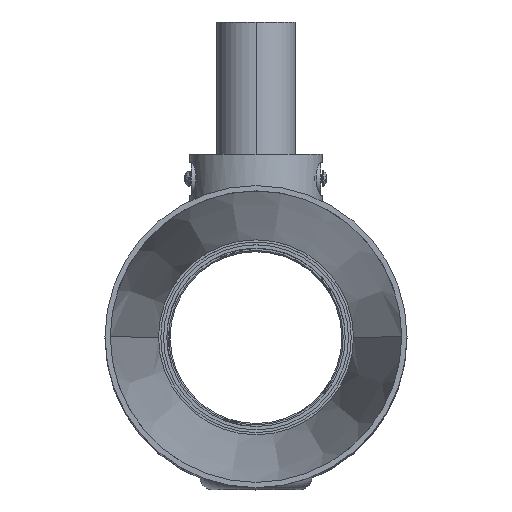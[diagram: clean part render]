
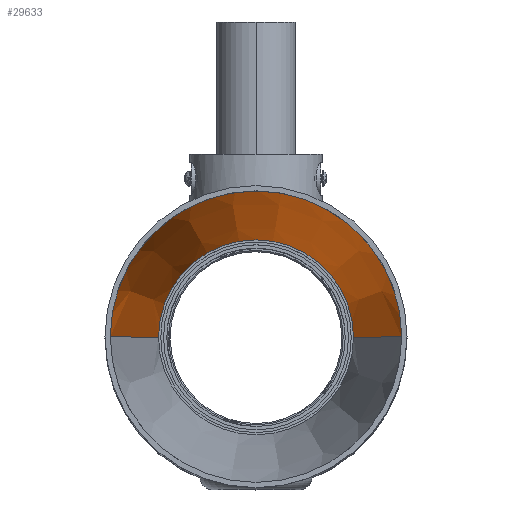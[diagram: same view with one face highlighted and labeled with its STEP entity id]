
A CAD part, top view. The second image highlights one B-rep face of the part: STEP entity #29633.
In plain terms, the highlighted conical face has half-angle 9.43 degrees and reference radius 36.05 mm.
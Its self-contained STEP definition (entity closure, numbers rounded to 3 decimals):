
#21 = CARTESIAN_POINT ( 'NONE',  ( 83.429, 148.835, 291.456 ) ) ;
#216 = CARTESIAN_POINT ( 'NONE',  ( 139.372, 111.455, 291.456 ) ) ;
#412 = CARTESIAN_POINT ( 'NONE',  ( 142.189, 97.294, 291.456 ) ) ;
#836 = CARTESIAN_POINT ( 'NONE',  ( 31.889, 93.685, 291.456 ) ) ;
#1209 = DIRECTION ( 'NONE',  ( -0.164, 0., 0.986 ) ) ;
#1766 = DIRECTION ( 'NONE',  ( 0., 0., 1. ) ) ;
#2454 = VECTOR ( 'NONE', #1209, 1000. ) ;
#2785 = CARTESIAN_POINT ( 'NONE',  ( 90.648, 148.835, 291.456 ) ) ;
#2977 = CARTESIAN_POINT ( 'NONE',  ( 128.588, 130.13, 291.456 ) ) ;
#3178 = CARTESIAN_POINT ( 'NONE',  ( 141.833, 100.904, 291.456 ) ) ;
#3384 = CARTESIAN_POINT ( 'NONE',  ( 72.739, 147.071, 291.456 ) ) ;
#4666 = VERTEX_POINT ( 'NONE', #6648 ) ;
#5297 = EDGE_CURVE ( 'NONE', #38422, #23580, #27401, .T. ) ;
#5958 = CARTESIAN_POINT ( 'NONE',  ( 33.652, 107.984, 291.456 ) ) ;
#6361 = CARTESIAN_POINT ( 'NONE',  ( 37.468, 118.125, 291.456 ) ) ;
#6486 = DIRECTION ( 'NONE',  ( 1., 0., 0. ) ) ;
#6513 = CONICAL_SURFACE ( 'NONE', #36207, 36.05, 0.165 ) ;
#6648 = CARTESIAN_POINT ( 'NONE',  ( 123.919, 93.685, 181.456 ) ) ;
#6757 = CARTESIAN_POINT ( 'NONE',  ( 43.188, 127.326, 291.456 ) ) ;
#7903 = CARTESIAN_POINT ( 'NONE',  ( 123.089, 93.685, 176.456 ) ) ;
#9122 = CARTESIAN_POINT ( 'NONE',  ( 142.189, 93.685, 291.456 ) ) ;
#11067 = CARTESIAN_POINT ( 'NONE',  ( 87.039, 93.685, 176.456 ) ) ;
#11887 = CARTESIAN_POINT ( 'NONE',  ( 79.82, 148.479, 291.456 ) ) ;
#12091 = CARTESIAN_POINT ( 'NONE',  ( 120.679, 137.535, 291.456 ) ) ;
#12196 = CARTESIAN_POINT ( 'NONE',  ( 142.189, 93.685, 291.456 ) ) ;
#12956 = EDGE_CURVE ( 'NONE', #4666, #23580, #35044, .T. ) ;
#13052 = VERTEX_POINT ( 'NONE', #28089 ) ;
#14225 = FACE_OUTER_BOUND ( 'NONE', #38610, .T. ) ;
#14845 = CARTESIAN_POINT ( 'NONE',  ( 31.889, 97.294, 291.456 ) ) ;
#15051 = CARTESIAN_POINT ( 'NONE',  ( 136.609, 118.125, 291.456 ) ) ;
#15464 = CARTESIAN_POINT ( 'NONE',  ( 111.478, 143.256, 291.456 ) ) ;
#15658 = CARTESIAN_POINT ( 'NONE',  ( 32.244, 100.904, 291.456 ) ) ;
#18021 = CARTESIAN_POINT ( 'NONE',  ( 104.809, 146.018, 291.456 ) ) ;
#18229 = CARTESIAN_POINT ( 'NONE',  ( 31.889, 93.685, 291.456 ) ) ;
#18430 = CARTESIAN_POINT ( 'NONE',  ( 45.489, 130.13, 291.456 ) ) ;
#18832 = CARTESIAN_POINT ( 'NONE',  ( 53.398, 137.535, 291.456 ) ) ;
#19266 = ORIENTED_EDGE ( 'NONE', *, *, #12956, .T. ) ;
#19976 = DIRECTION ( 'NONE',  ( 0.164, 0., 0.986 ) ) ;
#20658 = ORIENTED_EDGE ( 'NONE', *, *, #5297, .F. ) ;
#21583 = CARTESIAN_POINT ( 'NONE',  ( 134.899, 121.323, 291.456 ) ) ;
#22120 = EDGE_CURVE ( 'NONE', #13052, #38422, #34476, .T. ) ;
#23580 = VERTEX_POINT ( 'NONE', #12196 ) ;
#23954 = CARTESIAN_POINT ( 'NONE',  ( 94.258, 148.479, 291.456 ) ) ;
#24275 = CARTESIAN_POINT ( 'NONE',  ( 87.039, 93.685, 181.456 ) ) ;
#24355 = CARTESIAN_POINT ( 'NONE',  ( 69.268, 146.018, 291.456 ) ) ;
#24753 = CARTESIAN_POINT ( 'NONE',  ( 50.594, 135.234, 291.456 ) ) ;
#26471 = VECTOR ( 'NONE', #19976, 1000. ) ;
#26553 = ORIENTED_EDGE ( 'NONE', *, *, #22120, .F. ) ;
#26925 = EDGE_CURVE ( 'NONE', #4666, #13052, #36474, .T. ) ;
#27121 = CARTESIAN_POINT ( 'NONE',  ( 140.425, 107.984, 291.456 ) ) ;
#27401 = B_SPLINE_CURVE_WITH_KNOTS ( 'NONE', 3,
 ( #18229, #14845, #15658, #5958, #30316, #6361, #33904, #6757, #18430, #24753, #18832, #30532, #36261, #24355, #3384, #11887, #21, #2785, #23954, #36054, #18021, #15464, #27533, #12091, #30112, #2977, #36657, #21583, #15051, #216, #27121, #3178, #412, #9122 ),
 .UNSPECIFIED., .F., .F.,
 ( 4, 2, 2, 2, 2, 2, 2, 2, 2, 2, 2, 2, 2, 2, 2, 2, 4 ),
 ( 0., 0.031, 0.063, 0.094, 0.125, 0.156, 0.188, 0.219, 0.25, 0.281, 0.313, 0.344, 0.375, 0.406, 0.438, 0.469, 0.5 ),
 .UNSPECIFIED. ) ;
#27533 = CARTESIAN_POINT ( 'NONE',  ( 114.677, 141.546, 291.456 ) ) ;
#28089 = CARTESIAN_POINT ( 'NONE',  ( 50.158, 93.685, 181.456 ) ) ;
#29290 = DIRECTION ( 'NONE',  ( 1., 0., 0. ) ) ;
#29633 = ADVANCED_FACE ( 'NONE', ( #14225 ), #6513, .F. ) ;
#30112 = CARTESIAN_POINT ( 'NONE',  ( 123.483, 135.234, 291.456 ) ) ;
#30316 = CARTESIAN_POINT ( 'NONE',  ( 34.705, 111.455, 291.456 ) ) ;
#30532 = CARTESIAN_POINT ( 'NONE',  ( 59.4, 141.546, 291.456 ) ) ;
#30842 = DIRECTION ( 'NONE',  ( 0., 0., 1. ) ) ;
#33801 = ORIENTED_EDGE ( 'NONE', *, *, #26925, .F. ) ;
#33904 = CARTESIAN_POINT ( 'NONE',  ( 39.178, 121.323, 291.456 ) ) ;
#34476 = LINE ( 'NONE', #37814, #2454 ) ;
#35044 = LINE ( 'NONE', #7903, #26471 ) ;
#36054 = CARTESIAN_POINT ( 'NONE',  ( 101.338, 147.071, 291.456 ) ) ;
#36207 = AXIS2_PLACEMENT_3D ( 'NONE', #11067, #1766, #29290 ) ;
#36261 = CARTESIAN_POINT ( 'NONE',  ( 62.599, 143.256, 291.456 ) ) ;
#36474 = CIRCLE ( 'NONE', #38978, 36.88 ) ;
#36657 = CARTESIAN_POINT ( 'NONE',  ( 130.889, 127.326, 291.456 ) ) ;
#37814 = CARTESIAN_POINT ( 'NONE',  ( 50.989, 93.685, 176.456 ) ) ;
#38422 = VERTEX_POINT ( 'NONE', #836 ) ;
#38610 = EDGE_LOOP ( 'NONE', ( #26553, #33801, #19266, #20658 ) ) ;
#38978 = AXIS2_PLACEMENT_3D ( 'NONE', #24275, #30842, #6486 ) ;
